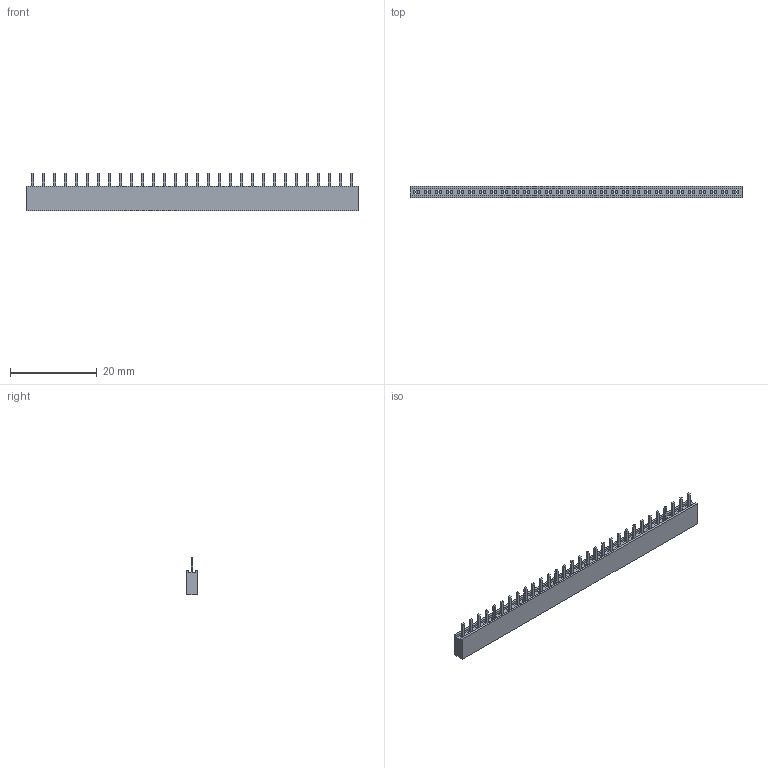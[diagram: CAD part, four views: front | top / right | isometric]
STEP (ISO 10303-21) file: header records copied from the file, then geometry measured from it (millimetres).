
FILE_DESCRIPTION (( 'STEP AP214' ), '1' );
FILE_NAME ('FFH25401-S30S1014K6K-REF.STEP', '2025-10-13T01:47:00', ( '' ), ( '' ), 'SwSTEP 2.0', 'SolidWorks 2021', '' );
FILE_SCHEMA (( 'AUTOMOTIVE_DESIGN' ));
Length unit declared in the file: millimetre
Products named in the file (1): FFH25401-S30S1014K6K-REF
Bounding box: 76.7 x 2.54 x 8.7 mm (x, y, z)
Volume: 946.1 mm3; surface area: 2579.5 mm2
Topology: 1 solids, 1 shells, 970 faces, 2964 edges, 1936 vertices
Faces by surface type: plane 940, cylinder 30
Entity records: 32602 total; most frequent: ORIENTED_EDGE 5928, CARTESIAN_POINT 5871, DIRECTION 4966, EDGE_CURVE 2964, LINE 2904, VECTOR 2904, VERTEX_POINT 1936, AXIS2_PLACEMENT_3D 1031
